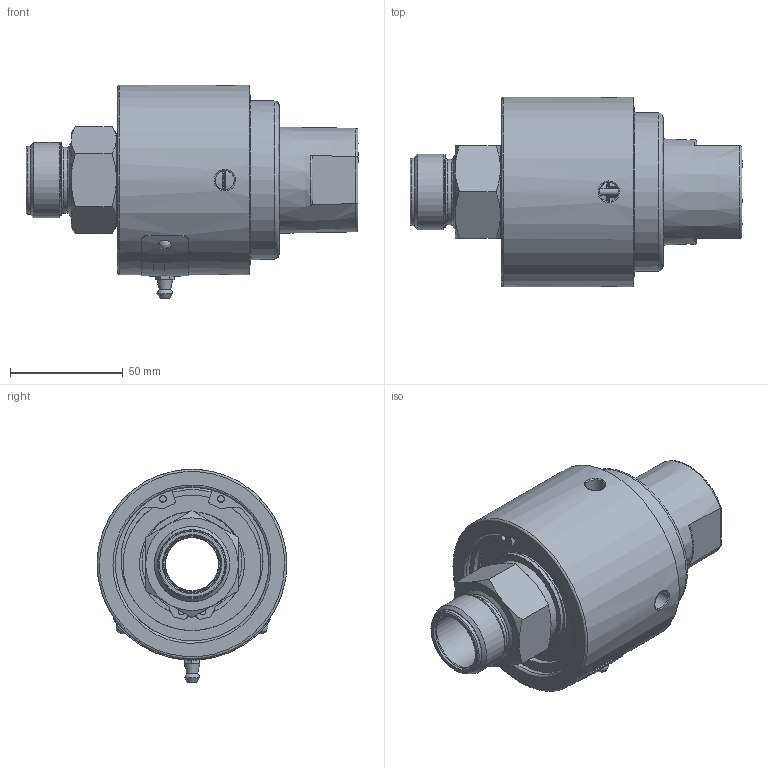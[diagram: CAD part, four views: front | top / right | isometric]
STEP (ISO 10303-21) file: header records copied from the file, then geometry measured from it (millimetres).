
FILE_DESCRIPTION (( 'STEP AP214' ), '1' );
FILE_NAME ('TUR-GR25B-A-RHTO.STEP', '2016-08-22T08:30:49', ( '' ), ( '' ), 'SwSTEP 2.0', 'SolidWorks 2016', '' );
FILE_SCHEMA (( 'AUTOMOTIVE_DESIGN' ));
Length unit declared in the file: millimetre
Products named in the file (1): TUR-GR25B-A-RHTO
Bounding box: 147 x 84 x 94.5 mm (x, y, z)
Volume: 358017.8 mm3; surface area: 76081.3 mm2
Topology: 1 solids, 1 shells, 372 faces, 1100 edges, 736 vertices
Faces by surface type: plane 150, cylinder 126, bspline 48, cone 47, torus 1
Full cylindrical faces by diameter (mm): 2.5 x4, 3 x6, 6 x1, 8.5 x4, 9 x1, 23.5 x1, 24 x2, 24.3 x1, 25 x2, 25.2 x1, 26 x1, 29.2 x1, 30 x1, 30.29 x8, 32 x3, 32.2 x1, 33 x1, 33.35 x1, 36 x1, 37.5 x2, 39.8 x1, 40 x3, 46.4 x2, 59.9 x1, 60 x1, 61.1 x2, 68 x2, 84 x1
Entity records: 35737 total; most frequent: CARTESIAN_POINT 24996, ORIENTED_EDGE 1902, DIRECTION 988, EDGE_CURVE 951, VERTEX_POINT 681, B_SPLINE_CURVE_WITH_KNOTS 615, EDGE_LOOP 498, FACE_OUTER_BOUND 429
